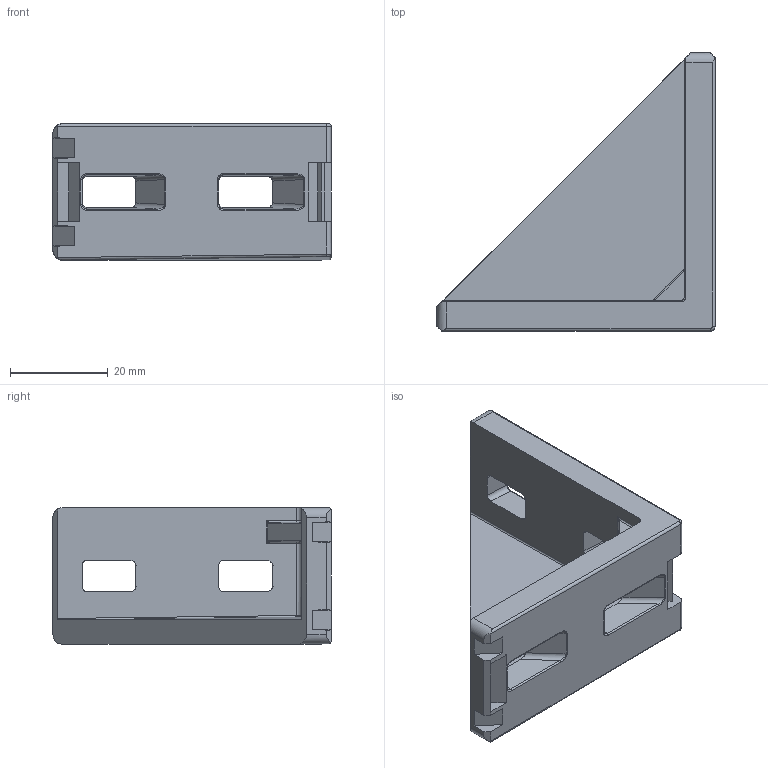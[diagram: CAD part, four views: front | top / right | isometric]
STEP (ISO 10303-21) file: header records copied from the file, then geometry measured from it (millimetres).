
FILE_DESCRIPTION (( 'STEP AP214' ), '1' );
FILE_NAME ('093w302.STEP', '2014-08-20T12:08:36', ( '' ), ( '' ), 'SwSTEP 2.0', 'SolidWorks 2014', '' );
FILE_SCHEMA (( 'AUTOMOTIVE_DESIGN' ));
Length unit declared in the file: millimetre
Products named in the file (1): 093w302
Bounding box: 57 x 57 x 28 mm (x, y, z)
Volume: 21542.9 mm3; surface area: 10173.3 mm2
Topology: 1 solids, 1 shells, 150 faces, 390 edges, 238 vertices
Faces by surface type: plane 62, cylinder 55, bspline 30, torus 3
Entity records: 5048 total; most frequent: CARTESIAN_POINT 1725, ORIENTED_EDGE 772, DIRECTION 597, EDGE_CURVE 386, VERTEX_POINT 238, VECTOR 225, LINE 225, AXIS2_PLACEMENT_3D 186
